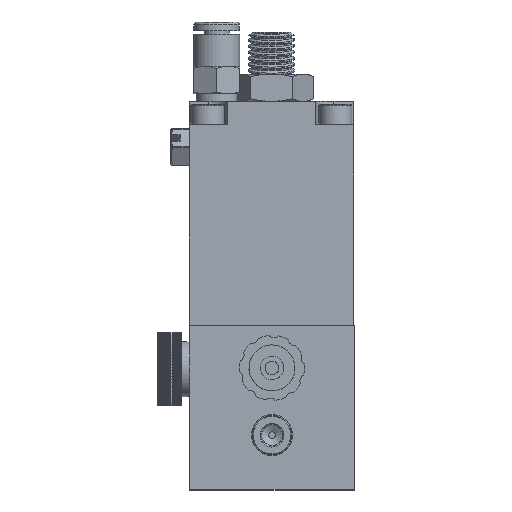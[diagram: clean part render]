
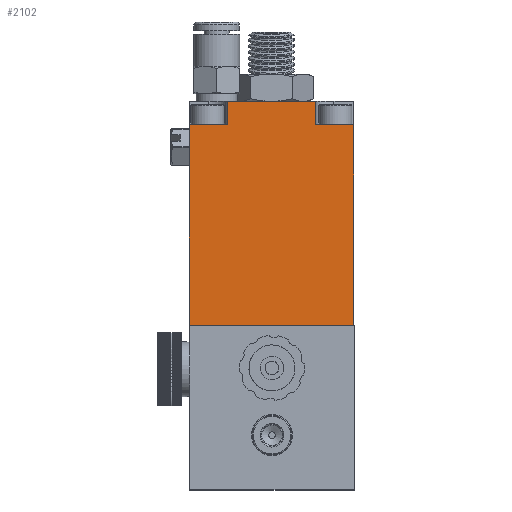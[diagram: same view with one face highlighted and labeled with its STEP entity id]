
A CAD part, front view. The second image highlights one B-rep face of the part: STEP entity #2102.
In plain terms, the highlighted planar face has unit normal (0, -1, 0).
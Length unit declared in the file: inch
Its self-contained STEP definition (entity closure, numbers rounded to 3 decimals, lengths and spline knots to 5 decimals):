
#140 = LINE ( 'NONE', #34903, #24001 ) ;
#746 = DIRECTION ( 'NONE',  ( -1., 0., 0. ) ) ;
#839 = EDGE_CURVE ( 'NONE', #8061, #24462, #11036, .T. ) ;
#1070 = ORIENTED_EDGE ( 'NONE', *, *, #28056, .T. ) ;
#1178 = LINE ( 'NONE', #24414, #20737 ) ;
#2102 = ADVANCED_FACE ( 'NONE', ( #5204 ), #25733, .T. ) ;
#3394 = LINE ( 'NONE', #32577, #6961 ) ;
#3434 = EDGE_CURVE ( 'NONE', #28927, #8061, #22701, .T. ) ;
#4183 = DIRECTION ( 'NONE',  ( 0., -1., 0. ) ) ;
#4289 = EDGE_LOOP ( 'NONE', ( #22711, #14104, #28377, #34791, #1070, #33537, #7575, #31857, #24884, #29004 ) ) ;
#4862 = VECTOR ( 'NONE', #9516, 39.37008 ) ;
#5204 = FACE_OUTER_BOUND ( 'NONE', #4289, .T. ) ;
#5239 = VERTEX_POINT ( 'NONE', #22407 ) ;
#5345 = EDGE_CURVE ( 'NONE', #28927, #5239, #1178, .T. ) ;
#5874 = VERTEX_POINT ( 'NONE', #29167 ) ;
#6516 = CARTESIAN_POINT ( 'NONE',  ( -0.34021, -1.70412, 0.57613 ) ) ;
#6961 = VECTOR ( 'NONE', #16648, 39.37008 ) ;
#7100 = DIRECTION ( 'NONE',  ( 1., 0., 0. ) ) ;
#7492 = CARTESIAN_POINT ( 'NONE',  ( 0.26479, -1.70412, 0.57613 ) ) ;
#7575 = ORIENTED_EDGE ( 'NONE', *, *, #839, .F. ) ;
#7731 = CARTESIAN_POINT ( 'NONE',  ( -0.34021, -1.70412, 0.41613 ) ) ;
#8061 = VERTEX_POINT ( 'NONE', #6516 ) ;
#9516 = DIRECTION ( 'NONE',  ( 0., 0., 1. ) ) ;
#9644 = VECTOR ( 'NONE', #21170, 39.37008 ) ;
#9913 = DIRECTION ( 'NONE',  ( 0., 0., 1. ) ) ;
#10767 = LINE ( 'NONE', #14022, #25325 ) ;
#11036 = LINE ( 'NONE', #12479, #32959 ) ;
#12282 = VERTEX_POINT ( 'NONE', #16426 ) ;
#12479 = CARTESIAN_POINT ( 'NONE',  ( -0.60021, -1.70412, 0.57613 ) ) ;
#12607 = VERTEX_POINT ( 'NONE', #30680 ) ;
#13388 = EDGE_CURVE ( 'NONE', #25215, #5239, #20154, .T. ) ;
#13857 = CARTESIAN_POINT ( 'NONE',  ( -0.60021, -1.70412, -1.76887 ) ) ;
#14022 = CARTESIAN_POINT ( 'NONE',  ( -0.59671, -1.70412, -2.08132 ) ) ;
#14047 = VERTEX_POINT ( 'NONE', #17179 ) ;
#14104 = ORIENTED_EDGE ( 'NONE', *, *, #14391, .T. ) ;
#14391 = EDGE_CURVE ( 'NONE', #12282, #12607, #10767, .T. ) ;
#14410 = EDGE_CURVE ( 'NONE', #5874, #24462, #140, .T. ) ;
#15878 = LINE ( 'NONE', #20947, #9644 ) ;
#16426 = CARTESIAN_POINT ( 'NONE',  ( -0.59671, -1.70412, -1.76887 ) ) ;
#16539 = CARTESIAN_POINT ( 'NONE',  ( -0.60021, -1.70412, -1.76887 ) ) ;
#16648 = DIRECTION ( 'NONE',  ( -1., 0., 0. ) ) ;
#17179 = CARTESIAN_POINT ( 'NONE',  ( 0.52479, -1.70412, -0.95632 ) ) ;
#17829 = EDGE_CURVE ( 'NONE', #12607, #14047, #15878, .T. ) ;
#19104 = VECTOR ( 'NONE', #27059, 39.37008 ) ;
#19784 = CARTESIAN_POINT ( 'NONE',  ( -0.60021, -1.70412, -1.76887 ) ) ;
#19861 = AXIS2_PLACEMENT_3D ( 'NONE', #34724, #4183, #31818 ) ;
#20122 = DIRECTION ( 'NONE',  ( 0., 0., 1. ) ) ;
#20154 = LINE ( 'NONE', #19784, #19104 ) ;
#20737 = VECTOR ( 'NONE', #746, 39.37008 ) ;
#20863 = VECTOR ( 'NONE', #7100, 39.37008 ) ;
#20947 = CARTESIAN_POINT ( 'NONE',  ( 0.52829, -1.70412, -0.95632 ) ) ;
#20949 = EDGE_CURVE ( 'NONE', #25215, #12282, #36423, .T. ) ;
#21170 = DIRECTION ( 'NONE',  ( 1., 0., 0. ) ) ;
#22407 = CARTESIAN_POINT ( 'NONE',  ( -0.60021, -1.70412, 0.41613 ) ) ;
#22701 = LINE ( 'NONE', #35287, #33704 ) ;
#22711 = ORIENTED_EDGE ( 'NONE', *, *, #20949, .T. ) ;
#23505 = EDGE_CURVE ( 'NONE', #14047, #27978, #28762, .T. ) ;
#23810 = CARTESIAN_POINT ( 'NONE',  ( 0.52479, -1.70412, 0.41613 ) ) ;
#24001 = VECTOR ( 'NONE', #32426, 39.37008 ) ;
#24414 = CARTESIAN_POINT ( 'NONE',  ( -0.60021, -1.70412, 0.41613 ) ) ;
#24462 = VERTEX_POINT ( 'NONE', #7492 ) ;
#24884 = ORIENTED_EDGE ( 'NONE', *, *, #5345, .T. ) ;
#25215 = VERTEX_POINT ( 'NONE', #13857 ) ;
#25325 = VECTOR ( 'NONE', #9913, 39.37008 ) ;
#25733 = PLANE ( 'NONE',  #19861 ) ;
#26630 = DIRECTION ( 'NONE',  ( 1., 0., 0. ) ) ;
#27059 = DIRECTION ( 'NONE',  ( 0., 0., 1. ) ) ;
#27978 = VERTEX_POINT ( 'NONE', #23810 ) ;
#28056 = EDGE_CURVE ( 'NONE', #27978, #5874, #3394, .T. ) ;
#28377 = ORIENTED_EDGE ( 'NONE', *, *, #17829, .T. ) ;
#28762 = LINE ( 'NONE', #32078, #4862 ) ;
#28927 = VERTEX_POINT ( 'NONE', #7731 ) ;
#29004 = ORIENTED_EDGE ( 'NONE', *, *, #13388, .F. ) ;
#29167 = CARTESIAN_POINT ( 'NONE',  ( 0.26479, -1.70412, 0.41613 ) ) ;
#30680 = CARTESIAN_POINT ( 'NONE',  ( -0.59671, -1.70412, -0.95632 ) ) ;
#31818 = DIRECTION ( 'NONE',  ( 0., 0., -1. ) ) ;
#31857 = ORIENTED_EDGE ( 'NONE', *, *, #3434, .F. ) ;
#32078 = CARTESIAN_POINT ( 'NONE',  ( 0.52479, -1.70412, -1.76887 ) ) ;
#32426 = DIRECTION ( 'NONE',  ( 0., 0., 1. ) ) ;
#32577 = CARTESIAN_POINT ( 'NONE',  ( -0.60021, -1.70412, 0.41613 ) ) ;
#32959 = VECTOR ( 'NONE', #26630, 39.37008 ) ;
#33537 = ORIENTED_EDGE ( 'NONE', *, *, #14410, .T. ) ;
#33704 = VECTOR ( 'NONE', #20122, 39.37008 ) ;
#34724 = CARTESIAN_POINT ( 'NONE',  ( -0.60021, -1.70412, -1.76887 ) ) ;
#34791 = ORIENTED_EDGE ( 'NONE', *, *, #23505, .T. ) ;
#34903 = CARTESIAN_POINT ( 'NONE',  ( 0.26479, -1.70412, 0.41613 ) ) ;
#35287 = CARTESIAN_POINT ( 'NONE',  ( -0.34021, -1.70412, 0.41613 ) ) ;
#36423 = LINE ( 'NONE', #16539, #20863 ) ;
